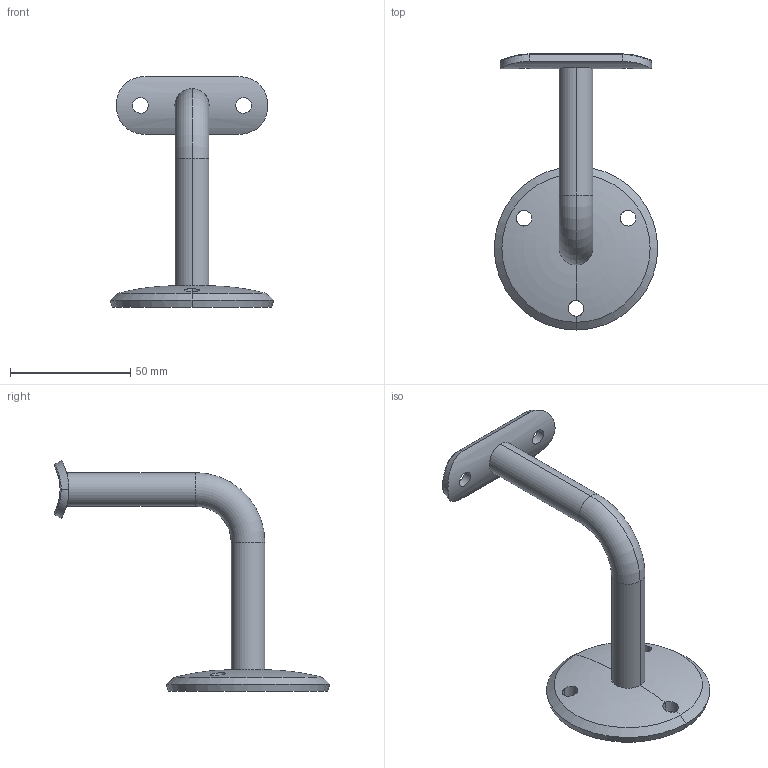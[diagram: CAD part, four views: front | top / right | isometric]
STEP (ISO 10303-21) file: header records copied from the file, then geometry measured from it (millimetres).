
FILE_DESCRIPTION (( 'STEP AP203' ), '1' );
FILE_NAME ('50211-240.STEP', '2020-09-16T10:02:15', ( '' ), ( '' ), 'SwSTEP 2.0', 'SolidWorks 2018', '' );
FILE_SCHEMA (( 'CONFIG_CONTROL_DESIGN' ));
Length unit declared in the file: millimetre
Products named in the file (12): DIN-7991 M3-M10_DIN7991 M8x16; DIN-7991 M3-M10; DIN-7991 M3-M10_DIN7991 M6x12; 50211-240 Teil1; 50211-240; 50211-240 Teil2_50211-240 Teil2; 50211-240 Teil1_50211-240 Teil1; 50211-240 Teil3_50211-240 Teil3; 50211-240 Teil2; 50211-240 Teil3
Assembly tree (7 placements, depth 2):
  DIN-7991 M3-M10
  50211-240 Teil1
  50211-240
    DIN-7991 M3-M10
    50211-240 Teil2
  50211-240
    50211-240 Teil1_50211-240 Teil1
    50211-240 Teil2_50211-240 Teil2
    50211-240 Teil3_50211-240 Teil3
    DIN-7991 M3-M10_DIN7991 M6x12
    DIN-7991 M3-M10_DIN7991 M8x16
  50211-240 Teil3
Bounding box: 68 x 114.65 x 96 mm (x, y, z)
Volume: 42396.6 mm3; surface area: 19876.5 mm2
Topology: 5 solids, 5 shells, 320 faces, 811 edges, 520 vertices
Faces by surface type: plane 134, bspline 90, cylinder 41, torus 29, cone 26
Entity records: 16637 total; most frequent: CARTESIAN_POINT 8855, ORIENTED_EDGE 1600, DIRECTION 952, EDGE_CURVE 800, VERTEX_POINT 514, B_SPLINE_CURVE_WITH_KNOTS 416, EDGE_LOOP 358, AXIS2_PLACEMENT_3D 324
